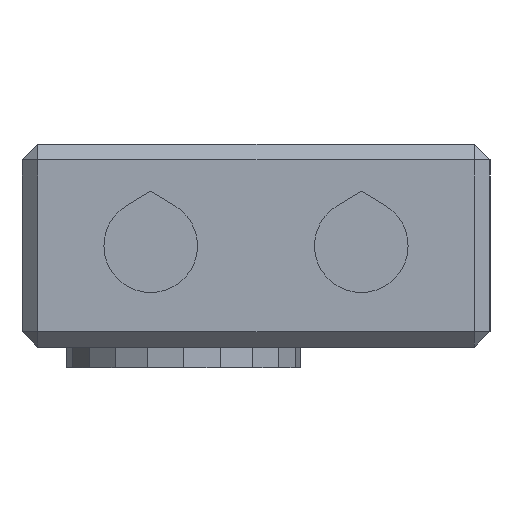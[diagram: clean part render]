
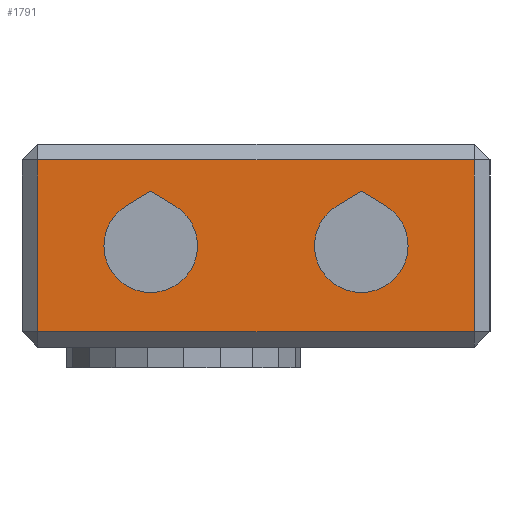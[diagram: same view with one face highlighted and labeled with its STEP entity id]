
A CAD part, front view. The second image highlights one B-rep face of the part: STEP entity #1791.
In plain terms, the highlighted face is planar.
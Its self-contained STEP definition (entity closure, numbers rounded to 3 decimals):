
#41=FACE_BOUND('',#198,.T.);
#42=FACE_BOUND('',#199,.T.);
#49=CIRCLE('',#1974,6.);
#50=CIRCLE('',#1975,6.);
#90=FACE_OUTER_BOUND('',#197,.T.);
#197=EDGE_LOOP('',(#1273,#1274,#1275,#1276));
#198=EDGE_LOOP('',(#1277,#1278,#1279));
#199=EDGE_LOOP('',(#1280,#1281,#1282));
#322=LINE('',#2646,#559);
#325=LINE('',#2650,#562);
#332=LINE('',#2662,#569);
#333=LINE('',#2664,#570);
#346=LINE('',#2695,#583);
#347=LINE('',#2697,#584);
#348=LINE('',#2703,#585);
#349=LINE('',#2704,#586);
#559=VECTOR('',#2143,10.);
#562=VECTOR('',#2148,10.);
#569=VECTOR('',#2159,10.);
#570=VECTOR('',#2162,10.);
#583=VECTOR('',#2197,10.);
#584=VECTOR('',#2198,10.);
#585=VECTOR('',#2203,10.);
#586=VECTOR('',#2204,10.);
#756=VERTEX_POINT('',#2563);
#762=VERTEX_POINT('',#2577);
#767=VERTEX_POINT('',#2587);
#772=VERTEX_POINT('',#2602);
#793=VERTEX_POINT('',#2693);
#794=VERTEX_POINT('',#2694);
#795=VERTEX_POINT('',#2696);
#796=VERTEX_POINT('',#2699);
#797=VERTEX_POINT('',#2700);
#798=VERTEX_POINT('',#2702);
#949=EDGE_CURVE('',#762,#772,#322,.T.);
#952=EDGE_CURVE('',#772,#767,#325,.T.);
#959=EDGE_CURVE('',#767,#756,#332,.T.);
#960=EDGE_CURVE('',#756,#762,#333,.T.);
#974=EDGE_CURVE('',#793,#794,#346,.T.);
#975=EDGE_CURVE('',#794,#795,#347,.T.);
#976=EDGE_CURVE('',#795,#793,#49,.T.);
#977=EDGE_CURVE('',#796,#797,#50,.T.);
#978=EDGE_CURVE('',#797,#798,#348,.T.);
#979=EDGE_CURVE('',#798,#796,#349,.T.);
#1273=ORIENTED_EDGE('',*,*,#949,.F.);
#1274=ORIENTED_EDGE('',*,*,#960,.F.);
#1275=ORIENTED_EDGE('',*,*,#959,.F.);
#1276=ORIENTED_EDGE('',*,*,#952,.F.);
#1277=ORIENTED_EDGE('',*,*,#974,.T.);
#1278=ORIENTED_EDGE('',*,*,#975,.T.);
#1279=ORIENTED_EDGE('',*,*,#976,.T.);
#1280=ORIENTED_EDGE('',*,*,#977,.T.);
#1281=ORIENTED_EDGE('',*,*,#978,.T.);
#1282=ORIENTED_EDGE('',*,*,#979,.T.);
#1690=PLANE('',#1973);
#1791=ADVANCED_FACE('',(#90,#41,#42),#1690,.T.);
#1973=AXIS2_PLACEMENT_3D('',#2692,#2195,#2196);
#1974=AXIS2_PLACEMENT_3D('',#2698,#2199,#2200);
#1975=AXIS2_PLACEMENT_3D('',#2701,#2201,#2202);
#2143=DIRECTION('',(-1.,0.,0.));
#2148=DIRECTION('',(0.,1.,0.));
#2159=DIRECTION('',(1.,0.,0.));
#2162=DIRECTION('',(0.,-1.,0.));
#2195=DIRECTION('center_axis',(0.,0.,1.));
#2196=DIRECTION('ref_axis',(1.,0.,0.));
#2197=DIRECTION('',(0.857,0.515,0.));
#2198=DIRECTION('',(0.857,-0.515,0.));
#2199=DIRECTION('center_axis',(0.,0.,-1.));
#2200=DIRECTION('ref_axis',(1.,0.,0.));
#2201=DIRECTION('center_axis',(0.,0.,-1.));
#2202=DIRECTION('ref_axis',(1.,0.,0.));
#2203=DIRECTION('',(0.857,0.515,0.));
#2204=DIRECTION('',(0.857,-0.515,0.));
#2563=CARTESIAN_POINT('',(28.,24.,43.));
#2577=CARTESIAN_POINT('',(28.,2.,43.));
#2587=CARTESIAN_POINT('',(-28.,24.,43.));
#2602=CARTESIAN_POINT('',(-28.,2.,43.));
#2646=CARTESIAN_POINT('',(-15.,2.,43.));
#2650=CARTESIAN_POINT('',(-28.,0.,43.));
#2662=CARTESIAN_POINT('',(-15.,24.,43.));
#2664=CARTESIAN_POINT('',(28.,0.,43.));
#2692=CARTESIAN_POINT('Origin',(-30.,0.,43.));
#2693=CARTESIAN_POINT('',(-16.59,18.143,43.));
#2694=CARTESIAN_POINT('',(-13.5,20.,43.));
#2695=CARTESIAN_POINT('',(-25.521,12.776,43.));
#2696=CARTESIAN_POINT('',(-10.41,18.143,43.));
#2697=CARTESIAN_POINT('',(-15.146,20.989,43.));
#2698=CARTESIAN_POINT('Origin',(-13.5,13.,43.));
#2699=CARTESIAN_POINT('',(16.59,18.143,43.));
#2700=CARTESIAN_POINT('',(10.41,18.143,43.));
#2701=CARTESIAN_POINT('Origin',(13.5,13.,43.));
#2702=CARTESIAN_POINT('',(13.5,20.,43.));
#2703=CARTESIAN_POINT('',(-8.44,6.816,43.));
#2704=CARTESIAN_POINT('',(1.935,26.949,43.));
